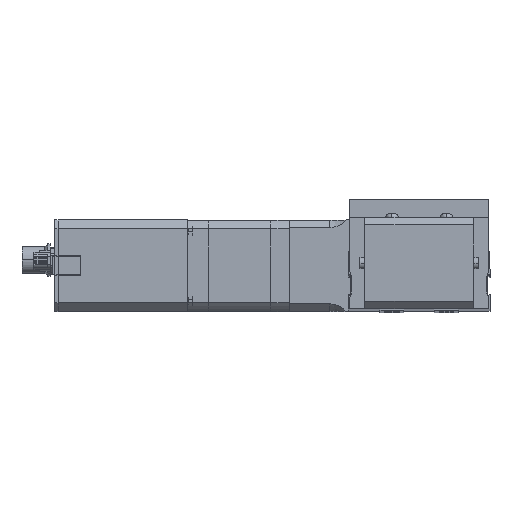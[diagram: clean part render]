
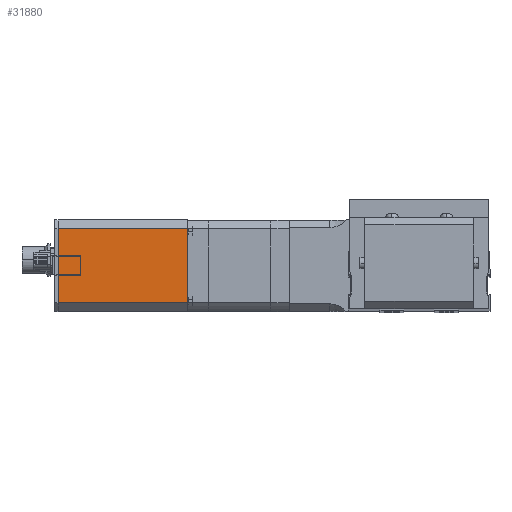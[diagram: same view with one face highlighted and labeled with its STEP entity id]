
A CAD part, top view. The second image highlights one B-rep face of the part: STEP entity #31880.
In plain terms, the highlighted face is planar.
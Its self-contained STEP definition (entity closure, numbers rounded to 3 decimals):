
#121 = CARTESIAN_POINT ( 'NONE',  ( -31., 17., -106.25 ) ) ;
#623 = ORIENTED_EDGE ( 'NONE', *, *, #2124, .T. ) ;
#820 = CARTESIAN_POINT ( 'NONE',  ( -31., 17., -47. ) ) ;
#2124 = EDGE_CURVE ( 'NONE', #30540, #25060, #8923, .T. ) ;
#2168 = EDGE_CURVE ( 'NONE', #4739, #30540, #30360, .T. ) ;
#2357 = EDGE_CURVE ( 'NONE', #32633, #25060, #23746, .T. ) ;
#2970 = CARTESIAN_POINT ( 'NONE',  ( -31., 17., -106.25 ) ) ;
#3064 = DIRECTION ( 'NONE',  ( 0., 1., 0. ) ) ;
#3624 = DIRECTION ( 'NONE',  ( 0., 1., 0. ) ) ;
#4739 = VERTEX_POINT ( 'NONE', #13750 ) ;
#6203 = LINE ( 'NONE', #30055, #18191 ) ;
#7209 = ORIENTED_EDGE ( 'NONE', *, *, #2168, .T. ) ;
#7541 = DIRECTION ( 'NONE',  ( 0., 1., 0. ) ) ;
#8923 = LINE ( 'NONE', #820, #28859 ) ;
#9367 = ORIENTED_EDGE ( 'NONE', *, *, #2357, .F. ) ;
#10586 = DIRECTION ( 'NONE',  ( 0., 0., 1. ) ) ;
#12850 = VECTOR ( 'NONE', #30548, 1000. ) ;
#13750 = CARTESIAN_POINT ( 'NONE',  ( -31., -17., -106.25 ) ) ;
#15251 = ORIENTED_EDGE ( 'NONE', *, *, #21162, .F. ) ;
#18191 = VECTOR ( 'NONE', #3624, 1000. ) ;
#18457 = FACE_OUTER_BOUND ( 'NONE', #31508, .T. ) ;
#18861 = AXIS2_PLACEMENT_3D ( 'NONE', #121, #31571, #7541 ) ;
#20069 = CARTESIAN_POINT ( 'NONE',  ( -31., 17., -47. ) ) ;
#21162 = EDGE_CURVE ( 'NONE', #4739, #32633, #6203, .T. ) ;
#22305 = CARTESIAN_POINT ( 'NONE',  ( -31., 17., -106.25 ) ) ;
#23413 = CARTESIAN_POINT ( 'NONE',  ( -31., -17., -106.25 ) ) ;
#23746 = LINE ( 'NONE', #2970, #33300 ) ;
#25060 = VERTEX_POINT ( 'NONE', #20069 ) ;
#25891 = CARTESIAN_POINT ( 'NONE',  ( -31., -17., -47. ) ) ;
#28859 = VECTOR ( 'NONE', #3064, 1000. ) ;
#29321 = PLANE ( 'NONE',  #18861 ) ;
#30055 = CARTESIAN_POINT ( 'NONE',  ( -31., 17., -106.25 ) ) ;
#30360 = LINE ( 'NONE', #23413, #12850 ) ;
#30540 = VERTEX_POINT ( 'NONE', #25891 ) ;
#30548 = DIRECTION ( 'NONE',  ( 0., 0., 1. ) ) ;
#31508 = EDGE_LOOP ( 'NONE', ( #623, #9367, #15251, #7209 ) ) ;
#31571 = DIRECTION ( 'NONE',  ( 1., 0., 0. ) ) ;
#31880 = ADVANCED_FACE ( 'NONE', ( #18457 ), #29321, .F. ) ;
#32633 = VERTEX_POINT ( 'NONE', #22305 ) ;
#33300 = VECTOR ( 'NONE', #10586, 1000. ) ;
